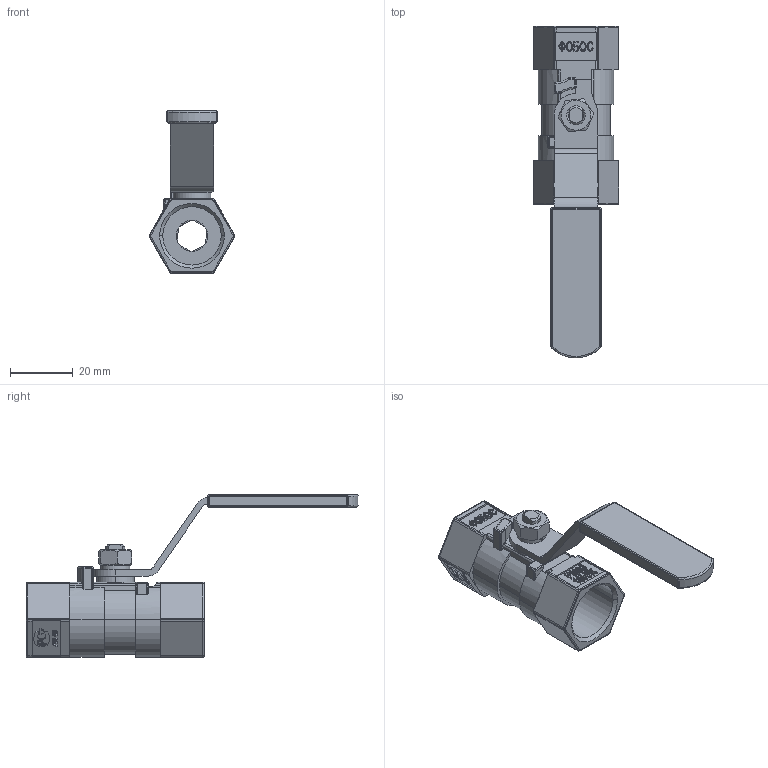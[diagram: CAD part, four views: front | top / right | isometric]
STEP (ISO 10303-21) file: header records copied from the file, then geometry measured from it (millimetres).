
FILE_DESCRIPTION((''),'2;1');
FILE_NAME('ÔÁ39 330 015 700ìîíî.stp','2012-02-16T08:35:50',('Ãîíòàðåâ ÏÃ'),(''),'Autodesk Inventor 9','Autodesk Inventor 9','');
FILE_SCHEMA(('AUTOMOTIVE_DESIGN { 1 0 10303 214 1 1 1 1 }'));
Length unit declared in the file: millimetre
Products named in the file (1): 埡39 330 015 700斁膼
Bounding box: 27.4 x 105.99 x 52 mm (x, y, z)
Volume: 20970.6 mm3; surface area: 14291 mm2
Topology: 1 solids, 3 shells, 684 faces, 1826 edges, 1167 vertices
Faces by surface type: plane 296, cylinder 178, bspline 152, cone 32, sphere 18, torus 8
Entity records: 22253 total; most frequent: CARTESIAN_POINT 5889, ORIENTED_EDGE 3618, DIRECTION 3099, EDGE_CURVE 1809, VERTEX_POINT 1166, AXIS2_PLACEMENT_3D 1045, VECTOR 1009, LINE 1009
